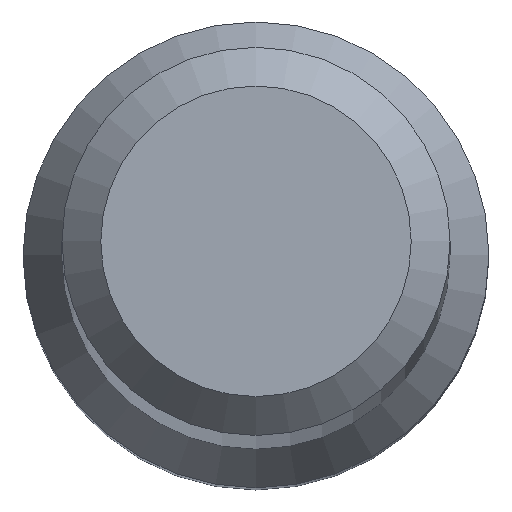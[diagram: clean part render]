
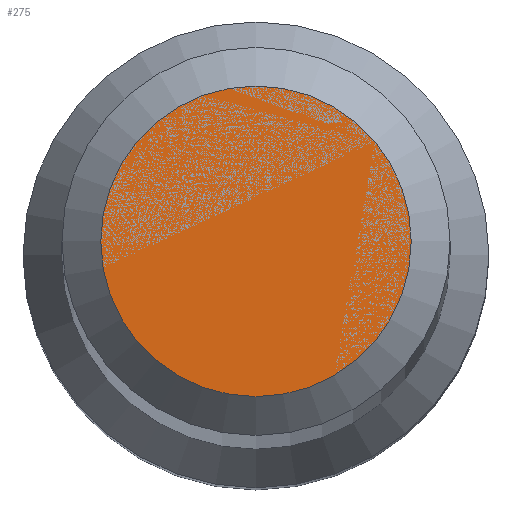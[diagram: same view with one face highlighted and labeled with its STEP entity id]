
A CAD part, top view. The second image highlights one B-rep face of the part: STEP entity #275.
In plain terms, the highlighted planar face has unit normal (0, 0, 1).
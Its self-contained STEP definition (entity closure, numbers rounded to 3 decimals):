
#2 = DIRECTION ( 'NONE',  ( 0., 1., 0. ) ) ;
#10 = ORIENTED_EDGE ( 'NONE', *, *, #159, .F. ) ;
#29 = DIRECTION ( 'NONE',  ( 0., 0., -1. ) ) ;
#49 = CARTESIAN_POINT ( 'NONE',  ( 0., 1.2, 70. ) ) ;
#59 = DIRECTION ( 'NONE',  ( 0., 0., -1. ) ) ;
#63 = CARTESIAN_POINT ( 'NONE',  ( 0., 0., 70. ) ) ;
#83 = DIRECTION ( 'NONE',  ( 0., 1., 0. ) ) ;
#142 = EDGE_LOOP ( 'NONE', ( #10 ) ) ;
#159 = EDGE_CURVE ( 'NONE', #260, #260, #301, .T. ) ;
#182 = PLANE ( 'NONE',  #267 ) ;
#194 = AXIS2_PLACEMENT_3D ( 'NONE', #63, #59, #83 ) ;
#208 = CARTESIAN_POINT ( 'NONE',  ( 0., 0., 70. ) ) ;
#230 = FACE_OUTER_BOUND ( 'NONE', #142, .T. ) ;
#260 = VERTEX_POINT ( 'NONE', #49 ) ;
#267 = AXIS2_PLACEMENT_3D ( 'NONE', #208, #29, #2 ) ;
#275 = ADVANCED_FACE ( 'NONE', ( #230 ), #182, .F. ) ;
#301 = CIRCLE ( 'NONE', #194, 1.2 ) ;
